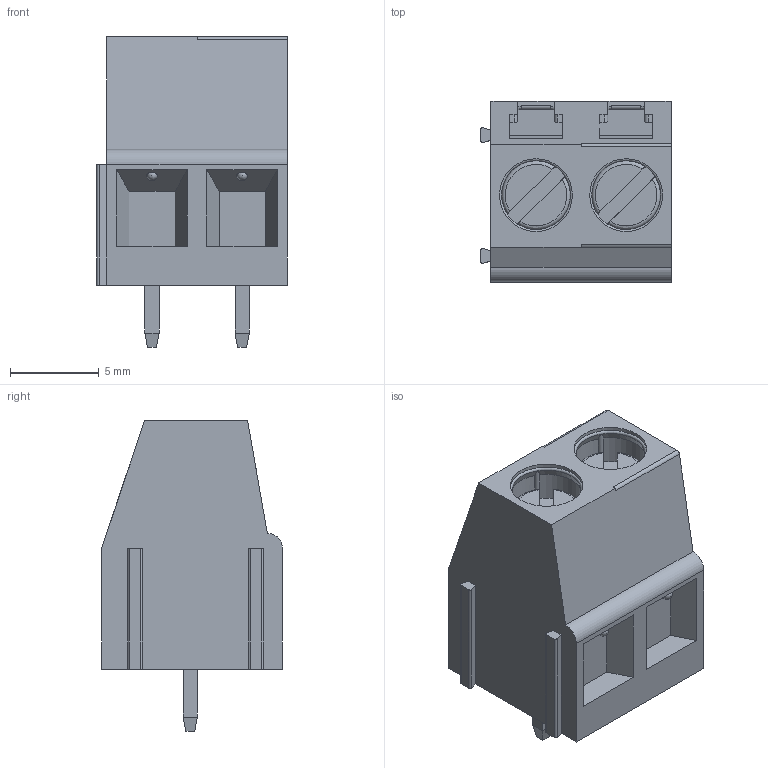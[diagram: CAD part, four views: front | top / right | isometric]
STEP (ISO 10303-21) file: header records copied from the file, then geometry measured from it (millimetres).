
FILE_DESCRIPTION(/* description */ (''),/* implementation_level */ '2;1');
FILE_NAME(/* name */ 'DG128-5.08-02P-14-1000A(H).step',/* time_stamp */ '2023-09-16T17:15:36+03:00',/* author */ (''),/* organization */ (''),/* preprocessor_version */ 'ST-DEVELOPER v20',/* originating_system */ 'Autodesk Translation Framework v12.9.0.99',/* authorisation */ '');
FILE_SCHEMA (('AUTOMOTIVE_DESIGN { 1 0 10303 214 3 1 1 }'));
Length unit declared in the file: millimetre
Products named in the file (1): DG128-5.08-02P-14-1000A(H)
Bounding box: 10.73 x 10.2 x 17.5 mm (x, y, z)
Volume: 1185.7 mm3; surface area: 886.9 mm2
Topology: 1 solids, 1 shells, 133 faces, 361 edges, 236 vertices
Faces by surface type: plane 82, cylinder 29, torus 12, cone 4, bspline 4, sphere 2
Full cylindrical faces by diameter (mm): 4.1 x2
Entity records: 4902 total; most frequent: CARTESIAN_POINT 1461, ORIENTED_EDGE 718, DIRECTION 667, EDGE_CURVE 359, VERTEX_POINT 236, AXIS2_PLACEMENT_3D 230, LINE 207, VECTOR 207
